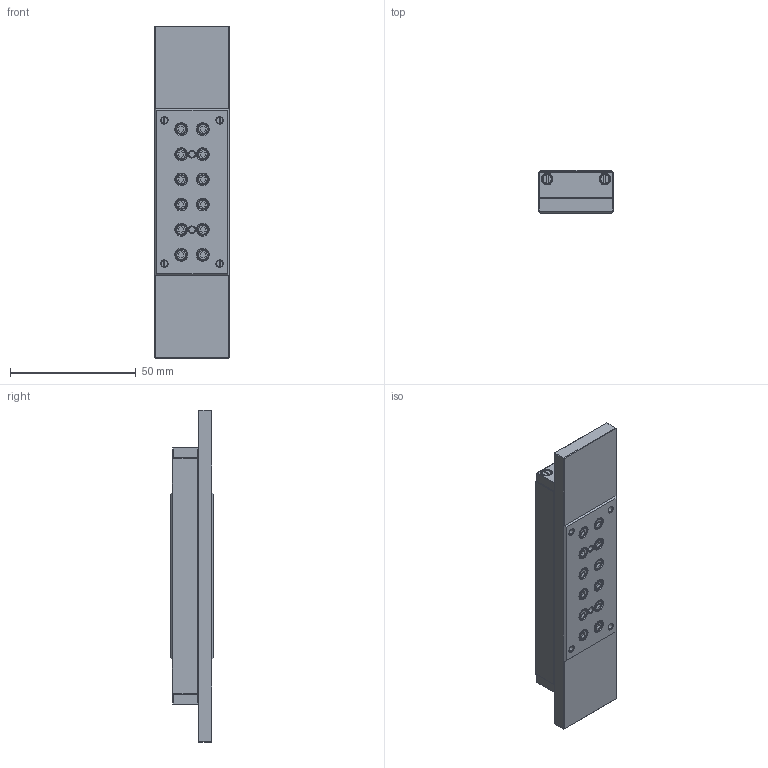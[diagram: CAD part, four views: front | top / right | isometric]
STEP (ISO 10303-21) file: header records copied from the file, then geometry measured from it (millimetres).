
FILE_DESCRIPTION (( 'STEP AP214' ), '1' );
FILE_NAME ('RTNG-1560.STEP', '2012-06-02T07:42:02', ( '' ), ( '' ), 'SwSTEP 2.0', 'SolidWorks 2011', '' );
FILE_SCHEMA (( 'AUTOMOTIVE_DESIGN' ));
Length unit declared in the file: millimetre
Products named in the file (1): RTNG-1560
Bounding box: 29.6 x 17 x 132 mm (x, y, z)
Volume: 47984.7 mm3; surface area: 24772.6 mm2
Topology: 4 solids, 4 shells, 854 faces, 2094 edges, 1330 vertices
Faces by surface type: plane 498, cylinder 153, cone 88, torus 72, bspline 43
Entity records: 29125 total; most frequent: CARTESIAN_POINT 7210, ORIENTED_EDGE 4188, DIRECTION 4162, EDGE_CURVE 2094, AXIS2_PLACEMENT_3D 1406, LINE 1350, VECTOR 1350, VERTEX_POINT 1330
